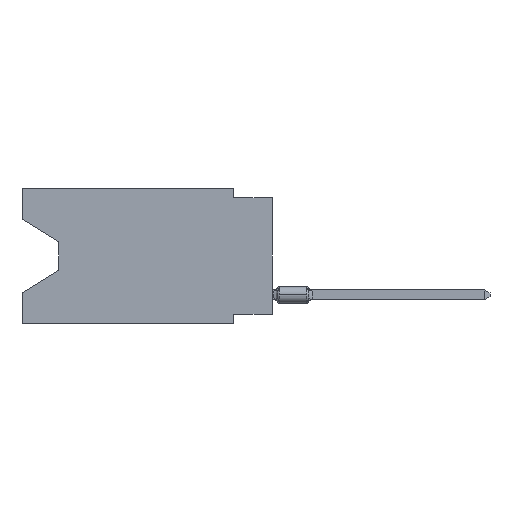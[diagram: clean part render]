
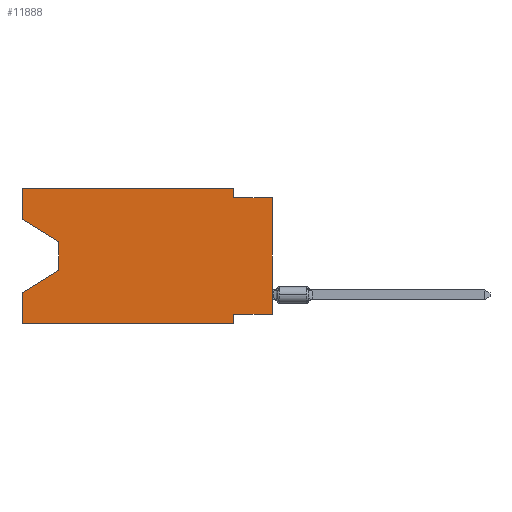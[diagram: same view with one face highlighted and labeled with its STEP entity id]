
A CAD part, left-side view. The second image highlights one B-rep face of the part: STEP entity #11888.
In plain terms, the highlighted planar face has unit normal (-1, 0, 0).
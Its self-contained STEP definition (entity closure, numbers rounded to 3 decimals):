
#47 = ORIENTED_EDGE ( 'NONE', *, *, #460, .T. ) ;
#125 = AXIS2_PLACEMENT_3D ( 'NONE', #883, #562, #9018 ) ;
#240 = DIRECTION ( 'NONE',  ( 0., 0., 1. ) ) ;
#398 = CARTESIAN_POINT ( 'NONE',  ( 0., 16.383, -8.89 ) ) ;
#439 = CARTESIAN_POINT ( 'NONE',  ( 0., 16.383, 0. ) ) ;
#460 = EDGE_CURVE ( 'NONE', #10806, #11882, #1309, .T. ) ;
#490 = VERTEX_POINT ( 'NONE', #1833 ) ;
#515 = DIRECTION ( 'NONE',  ( 0., 0., 1. ) ) ;
#562 = DIRECTION ( 'NONE',  ( 1., 0., 0. ) ) ;
#883 = CARTESIAN_POINT ( 'NONE',  ( 0., 16.383, 0. ) ) ;
#1309 = LINE ( 'NONE', #5954, #8792 ) ;
#1399 = VERTEX_POINT ( 'NONE', #9858 ) ;
#1552 = ORIENTED_EDGE ( 'NONE', *, *, #13358, .T. ) ;
#1580 = VECTOR ( 'NONE', #5048, 1000. ) ;
#1833 = CARTESIAN_POINT ( 'NONE',  ( 0., 2.54, 0. ) ) ;
#1925 = VERTEX_POINT ( 'NONE', #12412 ) ;
#2006 = FACE_OUTER_BOUND ( 'NONE', #12350, .T. ) ;
#2164 = CARTESIAN_POINT ( 'NONE',  ( 0., 13.97, -3.505 ) ) ;
#2458 = DIRECTION ( 'NONE',  ( 0., 0., -1. ) ) ;
#2524 = CARTESIAN_POINT ( 'NONE',  ( 0., 13.97, -5.385 ) ) ;
#2574 = CARTESIAN_POINT ( 'NONE',  ( 0., 2.54, -8.255 ) ) ;
#2640 = ORIENTED_EDGE ( 'NONE', *, *, #11966, .T. ) ;
#2661 = LINE ( 'NONE', #439, #5493 ) ;
#2706 = EDGE_CURVE ( 'NONE', #11330, #1925, #10087, .T. ) ;
#3157 = EDGE_CURVE ( 'NONE', #4957, #6506, #2661, .T. ) ;
#3222 = ORIENTED_EDGE ( 'NONE', *, *, #13944, .F. ) ;
#3648 = VERTEX_POINT ( 'NONE', #5445 ) ;
#3967 = DIRECTION ( 'NONE',  ( 0., 0., -1. ) ) ;
#4024 = VECTOR ( 'NONE', #14885, 1000. ) ;
#4181 = ORIENTED_EDGE ( 'NONE', *, *, #10632, .T. ) ;
#4594 = DIRECTION ( 'NONE',  ( 0., 0., 1. ) ) ;
#4665 = LINE ( 'NONE', #10523, #8697 ) ;
#4957 = VERTEX_POINT ( 'NONE', #14932 ) ;
#5046 = CARTESIAN_POINT ( 'NONE',  ( 0., 0., -8.255 ) ) ;
#5048 = DIRECTION ( 'NONE',  ( 0., -1., 0. ) ) ;
#5317 = ORIENTED_EDGE ( 'NONE', *, *, #12159, .F. ) ;
#5445 = CARTESIAN_POINT ( 'NONE',  ( 0., 16.383, 0. ) ) ;
#5493 = VECTOR ( 'NONE', #515, 1000. ) ;
#5638 = CARTESIAN_POINT ( 'NONE',  ( 0., 0., -0.635 ) ) ;
#5716 = VECTOR ( 'NONE', #10273, 1000. ) ;
#5876 = LINE ( 'NONE', #10447, #11335 ) ;
#5954 = CARTESIAN_POINT ( 'NONE',  ( 0., 0., 0. ) ) ;
#6013 = VECTOR ( 'NONE', #10592, 1000. ) ;
#6365 = ORIENTED_EDGE ( 'NONE', *, *, #9705, .F. ) ;
#6506 = VERTEX_POINT ( 'NONE', #13077 ) ;
#6797 = DIRECTION ( 'NONE',  ( 0., -1., 0. ) ) ;
#6812 = LINE ( 'NONE', #2164, #9832 ) ;
#7009 = EDGE_CURVE ( 'NONE', #1399, #6506, #7969, .T. ) ;
#7338 = ORIENTED_EDGE ( 'NONE', *, *, #2706, .F. ) ;
#7361 = EDGE_CURVE ( 'NONE', #13534, #11882, #12907, .T. ) ;
#7637 = CARTESIAN_POINT ( 'NONE',  ( 0., 2.54, -8.89 ) ) ;
#7969 = LINE ( 'NONE', #2524, #6013 ) ;
#8413 = VERTEX_POINT ( 'NONE', #8627 ) ;
#8541 = LINE ( 'NONE', #5046, #12980 ) ;
#8627 = CARTESIAN_POINT ( 'NONE',  ( 0., 13.97, -3.505 ) ) ;
#8697 = VECTOR ( 'NONE', #4594, 1000. ) ;
#8712 = CARTESIAN_POINT ( 'NONE',  ( 0., 16.383, -2.038 ) ) ;
#8792 = VECTOR ( 'NONE', #240, 1000. ) ;
#8836 = ORIENTED_EDGE ( 'NONE', *, *, #7361, .F. ) ;
#9018 = DIRECTION ( 'NONE',  ( 0., 0., -1. ) ) ;
#9204 = VECTOR ( 'NONE', #11058, 1000. ) ;
#9705 = EDGE_CURVE ( 'NONE', #12165, #3648, #4665, .T. ) ;
#9748 = DIRECTION ( 'NONE',  ( 0., 1., 0. ) ) ;
#9832 = VECTOR ( 'NONE', #2458, 1000. ) ;
#9858 = CARTESIAN_POINT ( 'NONE',  ( 0., 13.97, -5.385 ) ) ;
#10087 = LINE ( 'NONE', #7637, #13219 ) ;
#10196 = LINE ( 'NONE', #10265, #4024 ) ;
#10265 = CARTESIAN_POINT ( 'NONE',  ( 0., 2.54, 0. ) ) ;
#10273 = DIRECTION ( 'NONE',  ( 0., -1., 0. ) ) ;
#10447 = CARTESIAN_POINT ( 'NONE',  ( 0., 16.383, 0. ) ) ;
#10523 = CARTESIAN_POINT ( 'NONE',  ( 0., 16.383, 0. ) ) ;
#10592 = DIRECTION ( 'NONE',  ( 0., 0.855, -0.519 ) ) ;
#10632 = EDGE_CURVE ( 'NONE', #12165, #8413, #13544, .T. ) ;
#10764 = ORIENTED_EDGE ( 'NONE', *, *, #7009, .T. ) ;
#10806 = VERTEX_POINT ( 'NONE', #14129 ) ;
#11058 = DIRECTION ( 'NONE',  ( 0., -0.855, -0.519 ) ) ;
#11296 = PLANE ( 'NONE',  #125 ) ;
#11330 = VERTEX_POINT ( 'NONE', #2574 ) ;
#11335 = VECTOR ( 'NONE', #6797, 1000. ) ;
#11362 = CARTESIAN_POINT ( 'NONE',  ( 0., 2.54, -0.635 ) ) ;
#11882 = VERTEX_POINT ( 'NONE', #12197 ) ;
#11888 = ADVANCED_FACE ( 'NONE', ( #2006 ), #11296, .F. ) ;
#11957 = LINE ( 'NONE', #398, #1580 ) ;
#11966 = EDGE_CURVE ( 'NONE', #8413, #1399, #6812, .T. ) ;
#12154 = ORIENTED_EDGE ( 'NONE', *, *, #12459, .F. ) ;
#12159 = EDGE_CURVE ( 'NONE', #10806, #11330, #8541, .T. ) ;
#12165 = VERTEX_POINT ( 'NONE', #14147 ) ;
#12197 = CARTESIAN_POINT ( 'NONE',  ( 0., 0., -0.635 ) ) ;
#12350 = EDGE_LOOP ( 'NONE', ( #4181, #2640, #10764, #13559, #1552, #7338, #5317, #47, #8836, #3222, #12154, #6365 ) ) ;
#12412 = CARTESIAN_POINT ( 'NONE',  ( 0., 2.54, -8.89 ) ) ;
#12459 = EDGE_CURVE ( 'NONE', #3648, #490, #5876, .T. ) ;
#12907 = LINE ( 'NONE', #5638, #5716 ) ;
#12980 = VECTOR ( 'NONE', #9748, 1000. ) ;
#13077 = CARTESIAN_POINT ( 'NONE',  ( 0., 16.383, -6.852 ) ) ;
#13219 = VECTOR ( 'NONE', #3967, 1000. ) ;
#13358 = EDGE_CURVE ( 'NONE', #4957, #1925, #11957, .T. ) ;
#13534 = VERTEX_POINT ( 'NONE', #11362 ) ;
#13544 = LINE ( 'NONE', #8712, #9204 ) ;
#13559 = ORIENTED_EDGE ( 'NONE', *, *, #3157, .F. ) ;
#13944 = EDGE_CURVE ( 'NONE', #490, #13534, #10196, .T. ) ;
#14129 = CARTESIAN_POINT ( 'NONE',  ( 0., 0., -8.255 ) ) ;
#14147 = CARTESIAN_POINT ( 'NONE',  ( 0., 16.383, -2.038 ) ) ;
#14885 = DIRECTION ( 'NONE',  ( 0., 0., -1. ) ) ;
#14932 = CARTESIAN_POINT ( 'NONE',  ( 0., 16.383, -8.89 ) ) ;
